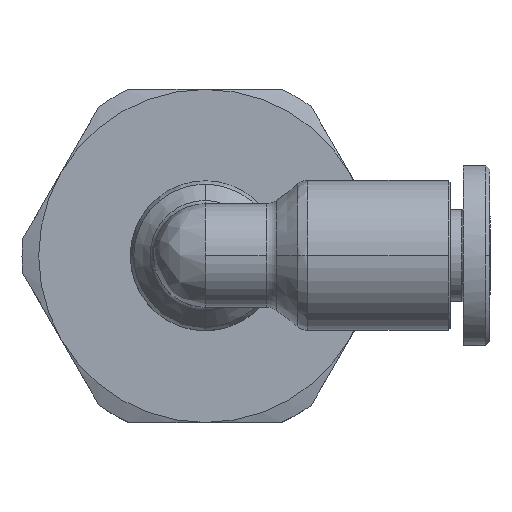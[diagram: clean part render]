
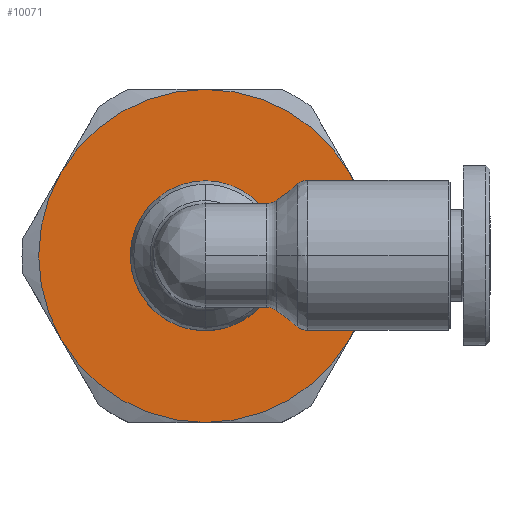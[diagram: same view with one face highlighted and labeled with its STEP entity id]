
A CAD part, top view. The second image highlights one B-rep face of the part: STEP entity #10071.
In plain terms, the highlighted planar face has unit normal (0, 0, 1).
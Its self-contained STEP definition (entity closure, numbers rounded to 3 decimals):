
#114 = CARTESIAN_POINT ( 'NONE',  ( 13.76, -5., -17.3 ) ) ;
#117 = CARTESIAN_POINT ( 'NONE',  ( 5.1, -4.5, -17.3 ) ) ;
#288 = ORIENTED_EDGE ( 'NONE', *, *, #6192, .T. ) ;
#292 = ORIENTED_EDGE ( 'NONE', *, *, #594, .T. ) ;
#305 = EDGE_LOOP ( 'NONE', ( #292, #8073, #6899, #10196, #288, #8767, #1078 ) ) ;
#473 = VERTEX_POINT ( 'NONE', #7310 ) ;
#594 = EDGE_CURVE ( 'NONE', #13830, #11540, #14230, .T. ) ;
#730 = DIRECTION ( 'NONE',  ( 0., 0., 1. ) ) ;
#771 = CARTESIAN_POINT ( 'NONE',  ( 5.1, 2.8, -17.3 ) ) ;
#790 = CIRCLE ( 'NONE', #12201, 4.5 ) ;
#860 = AXIS2_PLACEMENT_3D ( 'NONE', #6827, #730, #13002 ) ;
#986 = FACE_OUTER_BOUND ( 'NONE', #305, .T. ) ;
#1078 = ORIENTED_EDGE ( 'NONE', *, *, #11817, .T. ) ;
#1160 = CIRCLE ( 'NONE', #5962, 10. ) ;
#1405 = CIRCLE ( 'NONE', #7081, 10. ) ;
#1989 = DIRECTION ( 'NONE',  ( 0., 0., 1. ) ) ;
#2132 = DIRECTION ( 'NONE',  ( 0., -1., 0. ) ) ;
#2288 = VERTEX_POINT ( 'NONE', #10007 ) ;
#2301 = VERTEX_POINT ( 'NONE', #117 ) ;
#2484 = CARTESIAN_POINT ( 'NONE',  ( 13.76, 5., -17.3 ) ) ;
#2511 = AXIS2_PLACEMENT_3D ( 'NONE', #771, #7025, #11057 ) ;
#2619 = VERTEX_POINT ( 'NONE', #14921 ) ;
#2714 = ORIENTED_EDGE ( 'NONE', *, *, #11880, .T. ) ;
#2899 = DIRECTION ( 'NONE',  ( 0., 0., 1. ) ) ;
#3843 = DIRECTION ( 'NONE',  ( -1., 0., 0. ) ) ;
#4159 = DIRECTION ( 'NONE',  ( 0., 0., 1. ) ) ;
#5005 = AXIS2_PLACEMENT_3D ( 'NONE', #14159, #9241, #11532 ) ;
#5012 = CARTESIAN_POINT ( 'NONE',  ( 5.1, 0., -17.3 ) ) ;
#5136 = CARTESIAN_POINT ( 'NONE',  ( 5.1, 0., -17.3 ) ) ;
#5432 = CARTESIAN_POINT ( 'NONE',  ( 5.1, 0., -17.3 ) ) ;
#5724 = CIRCLE ( 'NONE', #15699, 10. ) ;
#5849 = CARTESIAN_POINT ( 'NONE',  ( 5.1, 0., -17.3 ) ) ;
#5962 = AXIS2_PLACEMENT_3D ( 'NONE', #11602, #2899, #9079 ) ;
#6113 = CIRCLE ( 'NONE', #5005, 4.5 ) ;
#6192 = EDGE_CURVE ( 'NONE', #2619, #7781, #1160, .T. ) ;
#6651 = DIRECTION ( 'NONE',  ( -1., 0., 0. ) ) ;
#6827 = CARTESIAN_POINT ( 'NONE',  ( 5.1, 0., -17.3 ) ) ;
#6899 = ORIENTED_EDGE ( 'NONE', *, *, #11643, .T. ) ;
#7025 = DIRECTION ( 'NONE',  ( 0., 0., 1. ) ) ;
#7081 = AXIS2_PLACEMENT_3D ( 'NONE', #10702, #11840, #9324 ) ;
#7194 = CIRCLE ( 'NONE', #14278, 10. ) ;
#7289 = DIRECTION ( 'NONE',  ( 0., 0., -1. ) ) ;
#7310 = CARTESIAN_POINT ( 'NONE',  ( 5.1, 4.5, -17.3 ) ) ;
#7365 = DIRECTION ( 'NONE',  ( 0., 0., 1. ) ) ;
#7543 = DIRECTION ( 'NONE',  ( 0., 0., 1. ) ) ;
#7654 = EDGE_LOOP ( 'NONE', ( #2714, #14309 ) ) ;
#7781 = VERTEX_POINT ( 'NONE', #114 ) ;
#8073 = ORIENTED_EDGE ( 'NONE', *, *, #13620, .T. ) ;
#8711 = DIRECTION ( 'NONE',  ( -1., 0., 0. ) ) ;
#8767 = ORIENTED_EDGE ( 'NONE', *, *, #15021, .T. ) ;
#9038 = EDGE_CURVE ( 'NONE', #10280, #2619, #1405, .T. ) ;
#9079 = DIRECTION ( 'NONE',  ( -1., 0., 0. ) ) ;
#9241 = DIRECTION ( 'NONE',  ( 0., 0., -1. ) ) ;
#9324 = DIRECTION ( 'NONE',  ( -1., 0., 0. ) ) ;
#9383 = PLANE ( 'NONE',  #2511 ) ;
#9385 = CARTESIAN_POINT ( 'NONE',  ( -3.56, 5., -17.3 ) ) ;
#9486 = DIRECTION ( 'NONE',  ( -1., 0., 0. ) ) ;
#10007 = CARTESIAN_POINT ( 'NONE',  ( -4.9, 0., -17.3 ) ) ;
#10014 = CARTESIAN_POINT ( 'NONE',  ( -3.56, -5., -17.3 ) ) ;
#10071 = ADVANCED_FACE ( 'NONE', ( #14589, #986 ), #9383, .T. ) ;
#10142 = EDGE_CURVE ( 'NONE', #473, #2301, #790, .T. ) ;
#10196 = ORIENTED_EDGE ( 'NONE', *, *, #9038, .T. ) ;
#10280 = VERTEX_POINT ( 'NONE', #10014 ) ;
#10702 = CARTESIAN_POINT ( 'NONE',  ( 5.1, 0., -17.3 ) ) ;
#11057 = DIRECTION ( 'NONE',  ( 1., 0., 0. ) ) ;
#11532 = DIRECTION ( 'NONE',  ( 0., -1., 0. ) ) ;
#11540 = VERTEX_POINT ( 'NONE', #9385 ) ;
#11602 = CARTESIAN_POINT ( 'NONE',  ( 5.1, 0., -17.3 ) ) ;
#11643 = EDGE_CURVE ( 'NONE', #2288, #10280, #13179, .T. ) ;
#11817 = EDGE_CURVE ( 'NONE', #14305, #13830, #5724, .T. ) ;
#11840 = DIRECTION ( 'NONE',  ( 0., 0., 1. ) ) ;
#11880 = EDGE_CURVE ( 'NONE', #2301, #473, #6113, .T. ) ;
#12201 = AXIS2_PLACEMENT_3D ( 'NONE', #5849, #7289, #2132 ) ;
#12780 = CARTESIAN_POINT ( 'NONE',  ( 5.1, 10., -17.3 ) ) ;
#13002 = DIRECTION ( 'NONE',  ( -1., 0., 0. ) ) ;
#13179 = CIRCLE ( 'NONE', #14537, 10. ) ;
#13213 = CIRCLE ( 'NONE', #860, 10. ) ;
#13620 = EDGE_CURVE ( 'NONE', #11540, #2288, #7194, .T. ) ;
#13830 = VERTEX_POINT ( 'NONE', #12780 ) ;
#13966 = AXIS2_PLACEMENT_3D ( 'NONE', #5012, #7365, #8711 ) ;
#14159 = CARTESIAN_POINT ( 'NONE',  ( 5.1, 0., -17.3 ) ) ;
#14230 = CIRCLE ( 'NONE', #13966, 10. ) ;
#14278 = AXIS2_PLACEMENT_3D ( 'NONE', #5432, #4159, #6651 ) ;
#14305 = VERTEX_POINT ( 'NONE', #2484 ) ;
#14309 = ORIENTED_EDGE ( 'NONE', *, *, #10142, .T. ) ;
#14449 = CARTESIAN_POINT ( 'NONE',  ( 5.1, 0., -17.3 ) ) ;
#14537 = AXIS2_PLACEMENT_3D ( 'NONE', #14449, #1989, #9486 ) ;
#14589 = FACE_BOUND ( 'NONE', #7654, .T. ) ;
#14921 = CARTESIAN_POINT ( 'NONE',  ( 5.1, -10., -17.3 ) ) ;
#15021 = EDGE_CURVE ( 'NONE', #7781, #14305, #13213, .T. ) ;
#15699 = AXIS2_PLACEMENT_3D ( 'NONE', #5136, #7543, #3843 ) ;
